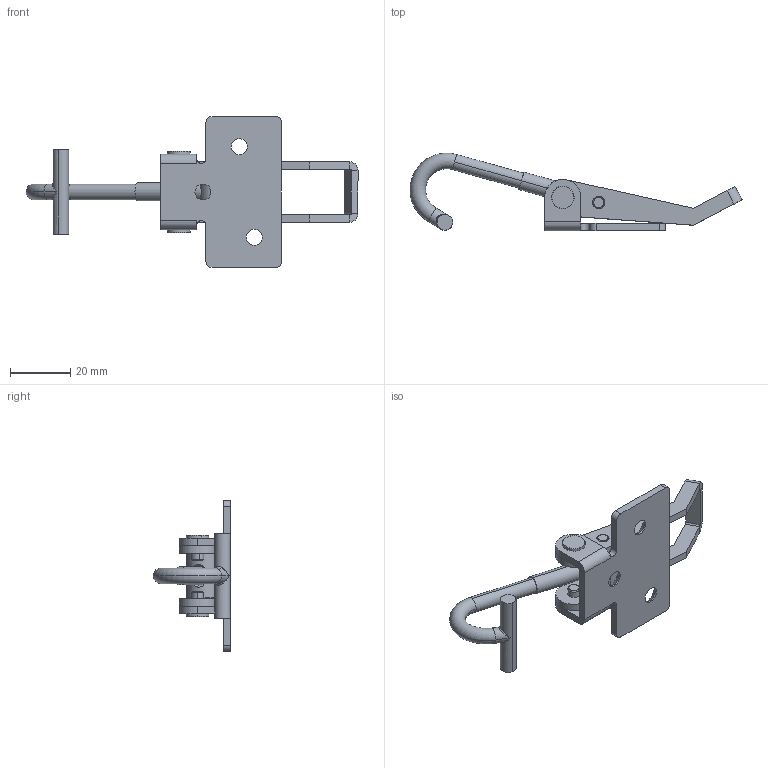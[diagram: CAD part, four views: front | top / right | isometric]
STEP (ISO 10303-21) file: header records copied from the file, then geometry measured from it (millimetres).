
FILE_DESCRIPTION (( 'STEP AP214' ), '1' );
FILE_NAME ('541401 - 702 BT C Stainless.STEP', '2017-02-07T09:00:18', ( '' ), ( '' ), 'SwSTEP 2.0', 'SolidWorks 2015', '' );
FILE_SCHEMA (( 'AUTOMOTIVE_DESIGN' ));
Length unit declared in the file: millimetre
Products named in the file (6): 702 - B鐱d T-skruv M6; 702 - Rulle; 702 - Ansatsnit; 702 - Bygel; 702 - C; 541401 - 702 BT C Stainless
Assembly tree (6 placements, depth 2):
  541401 - 702 BT C Stainless
    702 - C
    702 - Bygel
    702 - Ansatsnit  x2
    702 - Rulle
    702 - B鐱d T-skruv M6
Bounding box: 109.99 x 25.7 x 50 mm (x, y, z)
Volume: 11106.9 mm3; surface area: 10616.8 mm2
Topology: 6 solids, 6 shells, 149 faces, 334 edges, 200 vertices
Faces by surface type: cylinder 65, plane 58, cone 18, torus 6, bspline 2
Entity records: 4314 total; most frequent: CARTESIAN_POINT 922, DIRECTION 714, ORIENTED_EDGE 608, EDGE_CURVE 304, AXIS2_PLACEMENT_3D 278, VERTEX_POINT 184, EDGE_LOOP 160, LINE 158
